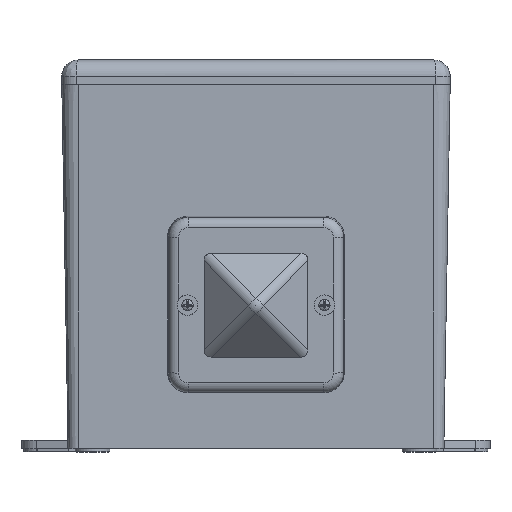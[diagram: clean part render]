
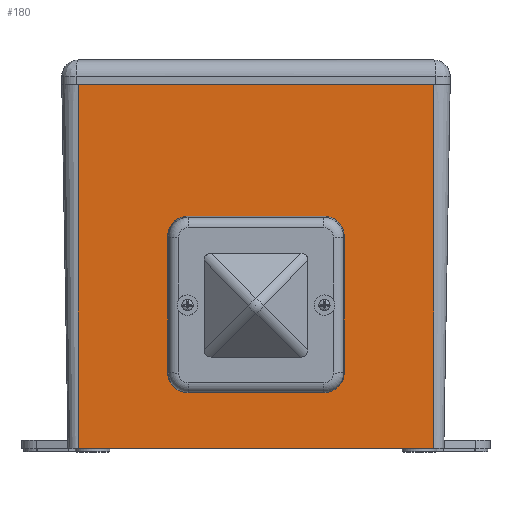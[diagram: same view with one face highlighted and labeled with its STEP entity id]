
A CAD part, top view. The second image highlights one B-rep face of the part: STEP entity #180.
In plain terms, the highlighted face is planar.
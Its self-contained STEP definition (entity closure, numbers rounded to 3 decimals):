
#180 = ADVANCED_FACE ( 'NONE', ( #4516, #1031 ), #2151, .T. ) ;
#546 = ORIENTED_EDGE ( 'NONE', *, *, #12375, .T. ) ;
#582 = EDGE_CURVE ( 'NONE', #5488, #14527, #14918, .T. ) ;
#743 = CARTESIAN_POINT ( 'NONE',  ( -87., 95., 0. ) ) ;
#1031 = FACE_OUTER_BOUND ( 'NONE', #7434, .T. ) ;
#1334 = AXIS2_PLACEMENT_3D ( 'NONE', #12005, #6997, #2301 ) ;
#1343 = CARTESIAN_POINT ( 'NONE',  ( -87., 91.893, 178. ) ) ;
#1402 = CARTESIAN_POINT ( 'NONE',  ( 0., 93.132, 107.011 ) ) ;
#1554 = VECTOR ( 'NONE', #12387, 1000. ) ;
#1960 = CARTESIAN_POINT ( 'NONE',  ( 0., 93.132, 107.011 ) ) ;
#1974 = CARTESIAN_POINT ( 'NONE',  ( 87., 91.893, 178. ) ) ;
#2151 = PLANE ( 'NONE',  #1334 ) ;
#2301 = DIRECTION ( 'NONE',  ( 0., -0.017, 1. ) ) ;
#2425 = VECTOR ( 'NONE', #6650, 1000. ) ;
#3073 = LINE ( 'NONE', #15305, #6797 ) ;
#3135 = LINE ( 'NONE', #7900, #2425 ) ;
#3155 = DIRECTION ( 'NONE',  ( -1., 0., 0. ) ) ;
#4181 = CARTESIAN_POINT ( 'NONE',  ( 87., 95., 0. ) ) ;
#4276 = ORIENTED_EDGE ( 'NONE', *, *, #5544, .F. ) ;
#4516 = FACE_BOUND ( 'NONE', #5551, .T. ) ;
#5115 = CARTESIAN_POINT ( 'NONE',  ( -87., 95., 0. ) ) ;
#5486 = EDGE_CURVE ( 'NONE', #5488, #6307, #3073, .T. ) ;
#5488 = VERTEX_POINT ( 'NONE', #1974 ) ;
#5497 = DIRECTION ( 'NONE',  ( 0., 1., 0.017 ) ) ;
#5544 = EDGE_CURVE ( 'NONE', #13218, #9703, #6038, .T. ) ;
#5551 = EDGE_LOOP ( 'NONE', ( #9890, #4276 ) ) ;
#6038 = CIRCLE ( 'NONE', #9797, 10.5 ) ;
#6307 = VERTEX_POINT ( 'NONE', #1343 ) ;
#6457 = EDGE_CURVE ( 'NONE', #6307, #7589, #7600, .T. ) ;
#6594 = AXIS2_PLACEMENT_3D ( 'NONE', #1960, #5497, #7828 ) ;
#6650 = DIRECTION ( 'NONE',  ( -1., 0., 0. ) ) ;
#6797 = VECTOR ( 'NONE', #3155, 1000. ) ;
#6997 = DIRECTION ( 'NONE',  ( 0., 1., 0.017 ) ) ;
#7076 = ORIENTED_EDGE ( 'NONE', *, *, #5486, .F. ) ;
#7434 = EDGE_LOOP ( 'NONE', ( #546, #12392, #7076, #14139 ) ) ;
#7589 = VERTEX_POINT ( 'NONE', #743 ) ;
#7600 = LINE ( 'NONE', #5115, #1554 ) ;
#7761 = DIRECTION ( 'NONE',  ( 0., 0.017, -1. ) ) ;
#7828 = DIRECTION ( 'NONE',  ( 0., -0.017, 1. ) ) ;
#7900 = CARTESIAN_POINT ( 'NONE',  ( -87., 95., 0. ) ) ;
#8238 = DIRECTION ( 'NONE',  ( 0., 1., 0.017 ) ) ;
#8358 = CIRCLE ( 'NONE', #6594, 10.5 ) ;
#9210 = CARTESIAN_POINT ( 'NONE',  ( 0., 93.315, 96.512 ) ) ;
#9235 = EDGE_CURVE ( 'NONE', #9703, #13218, #8358, .T. ) ;
#9423 = DIRECTION ( 'NONE',  ( 0., -0.017, 1. ) ) ;
#9703 = VERTEX_POINT ( 'NONE', #15240 ) ;
#9797 = AXIS2_PLACEMENT_3D ( 'NONE', #1402, #8238, #9423 ) ;
#9890 = ORIENTED_EDGE ( 'NONE', *, *, #9235, .F. ) ;
#10868 = CARTESIAN_POINT ( 'NONE',  ( 87., 95., 0. ) ) ;
#12005 = CARTESIAN_POINT ( 'NONE',  ( -87., 95., 0. ) ) ;
#12375 = EDGE_CURVE ( 'NONE', #14527, #7589, #3135, .T. ) ;
#12386 = VECTOR ( 'NONE', #7761, 1000. ) ;
#12387 = DIRECTION ( 'NONE',  ( 0., 0.017, -1. ) ) ;
#12392 = ORIENTED_EDGE ( 'NONE', *, *, #6457, .F. ) ;
#13218 = VERTEX_POINT ( 'NONE', #9210 ) ;
#14139 = ORIENTED_EDGE ( 'NONE', *, *, #582, .T. ) ;
#14527 = VERTEX_POINT ( 'NONE', #10868 ) ;
#14918 = LINE ( 'NONE', #4181, #12386 ) ;
#15240 = CARTESIAN_POINT ( 'NONE',  ( 0., 92.949, 117.509 ) ) ;
#15305 = CARTESIAN_POINT ( 'NONE',  ( -87., 91.893, 178. ) ) ;
